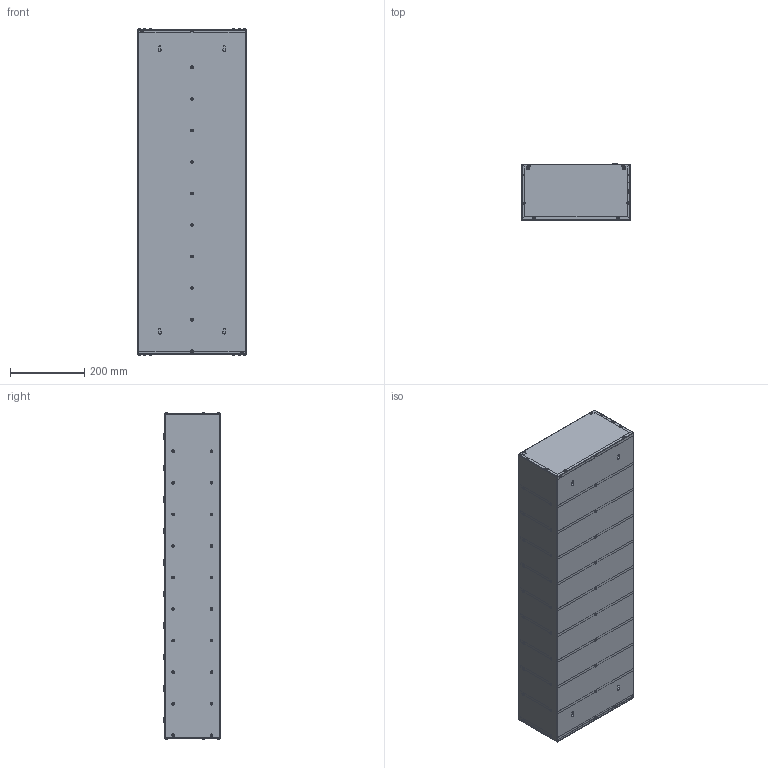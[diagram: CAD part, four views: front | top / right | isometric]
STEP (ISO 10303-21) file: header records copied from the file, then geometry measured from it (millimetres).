
FILE_DESCRIPTION(('FreeCAD Model'),'2;1');
FILE_NAME('Open CASCADE Shape Model','2025-04-30T19:33:15',('FreeCAD'),( 'FreeCAD'),'Open CASCADE STEP processor 7.6','FreeCAD','Unknown');
FILE_SCHEMA(('AUTOMOTIVE_DESIGN { 1 0 10303 214 1 1 1 1 }'));
Products named in the file (1): Open CASCADE STEP translator 7.6 1
Bounding box: 296.26 x 154.51 x 878.84 mm (x, y, z)
Volume: 1031332.1 mm3; surface area: 2935950.7 mm2
Topology: 153 solids, 153 shells, 3575 faces, 8281 edges, 5178 vertices
Faces by surface type: bspline 3575
Entity records: 112457 total; most frequent: CARTESIAN_POINT 60993, ORIENTED_EDGE 16562, EDGE_CURVE 8281, B_SPLINE_CURVE_WITH_KNOTS 6265, VERTEX_POINT 5178, FACE_BOUND 4367, EDGE_LOOP 4367, ADVANCED_FACE 3575
